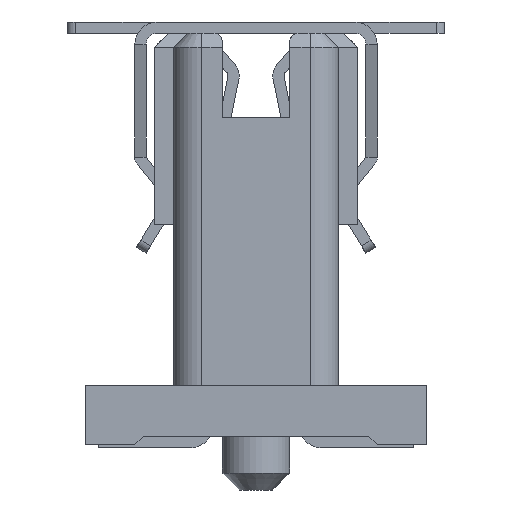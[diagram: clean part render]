
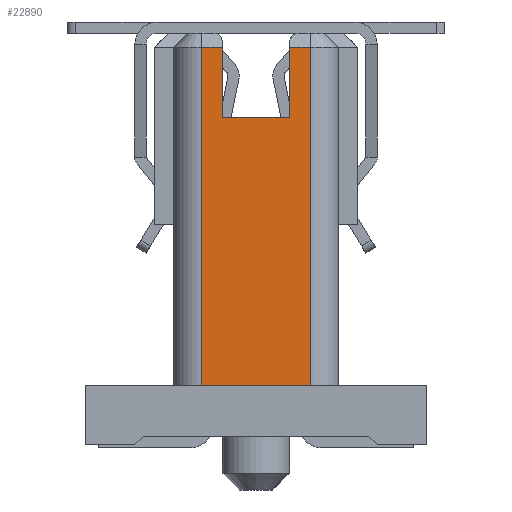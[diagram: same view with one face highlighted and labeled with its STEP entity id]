
A CAD part, left-side view. The second image highlights one B-rep face of the part: STEP entity #22890.
In plain terms, the highlighted planar face has unit normal (-1, 0, 0).
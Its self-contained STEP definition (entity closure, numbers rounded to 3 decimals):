
#2340=ORIENTED_EDGE('',*,*,#8884,.T.);
#2341=ORIENTED_EDGE('',*,*,#8885,.T.);
#2342=ORIENTED_EDGE('',*,*,#8774,.F.);
#2343=ORIENTED_EDGE('',*,*,#8886,.F.);
#2344=ORIENTED_EDGE('',*,*,#8800,.T.);
#2345=ORIENTED_EDGE('',*,*,#8887,.T.);
#2346=ORIENTED_EDGE('',*,*,#8888,.F.);
#2347=ORIENTED_EDGE('',*,*,#8889,.F.);
#8774=EDGE_CURVE('',#11926,#11927,#14261,.T.);
#8800=EDGE_CURVE('',#11949,#11948,#14285,.T.);
#8884=EDGE_CURVE('',#12023,#12024,#14363,.T.);
#8885=EDGE_CURVE('',#12024,#11927,#14364,.T.);
#8886=EDGE_CURVE('',#11949,#11926,#14365,.T.);
#8887=EDGE_CURVE('',#11948,#12025,#14366,.T.);
#8888=EDGE_CURVE('',#12026,#12025,#14367,.T.);
#8889=EDGE_CURVE('',#12023,#12026,#14368,.T.);
#11926=VERTEX_POINT('',#33666);
#11927=VERTEX_POINT('',#33668);
#11948=VERTEX_POINT('',#33721);
#11949=VERTEX_POINT('',#33723);
#12023=VERTEX_POINT('',#33902);
#12024=VERTEX_POINT('',#33903);
#12025=VERTEX_POINT('',#33907);
#12026=VERTEX_POINT('',#33909);
#14261=LINE('',#33667,#17426);
#14285=LINE('',#33722,#17450);
#14363=LINE('',#33901,#17528);
#14364=LINE('',#33904,#17529);
#14365=LINE('',#33905,#17530);
#14366=LINE('',#33906,#17531);
#14367=LINE('',#33908,#17532);
#14368=LINE('',#33910,#17533);
#17426=VECTOR('',#27128,1000.);
#17450=VECTOR('',#27170,1000.);
#17528=VECTOR('',#27302,1000.);
#17529=VECTOR('',#27303,1000.);
#17530=VECTOR('',#27304,1000.);
#17531=VECTOR('',#27305,1000.);
#17532=VECTOR('',#27306,1000.);
#17533=VECTOR('',#27307,1000.);
#19765=EDGE_LOOP('',(#2340,#2341,#2342,#2343,#2344,#2345,#2346,#2347));
#20850=FACE_BOUND('',#19765,.T.);
#21867=PLANE('',#24147);
#22890=ADVANCED_FACE('',(#20850),#21867,.F.);
#24147=AXIS2_PLACEMENT_3D('',#33900,#27300,#27301);
#27128=DIRECTION('',(0.,0.,1.));
#27170=DIRECTION('',(0.,0.,1.));
#27300=DIRECTION('',(1.,0.,0.));
#27301=DIRECTION('',(0.,0.,-1.));
#27302=DIRECTION('',(0.,0.,1.));
#27303=DIRECTION('',(0.,1.,0.));
#27304=DIRECTION('',(0.,-1.,0.));
#27305=DIRECTION('',(0.,1.,0.));
#27306=DIRECTION('',(0.,0.,1.));
#27307=DIRECTION('',(0.,1.,0.));
#33666=CARTESIAN_POINT('',(-17.11,-0.6,5.003));
#33667=CARTESIAN_POINT('',(-17.11,-0.6,5.003));
#33668=CARTESIAN_POINT('',(-17.11,-0.6,6.25));
#33721=CARTESIAN_POINT('',(-17.11,0.6,6.25));
#33722=CARTESIAN_POINT('',(-17.11,0.6,5.003));
#33723=CARTESIAN_POINT('',(-17.11,0.6,5.003));
#33900=CARTESIAN_POINT('',(-17.11,1.8,6.5));
#33901=CARTESIAN_POINT('',(-17.11,-0.96,0.));
#33902=CARTESIAN_POINT('',(-17.11,-0.96,0.254));
#33903=CARTESIAN_POINT('',(-17.11,-0.96,6.25));
#33904=CARTESIAN_POINT('',(-17.11,-0.6,6.25));
#33905=CARTESIAN_POINT('',(-17.11,0.6,5.003));
#33906=CARTESIAN_POINT('',(-17.11,0.96,6.25));
#33907=CARTESIAN_POINT('',(-17.11,0.96,6.25));
#33908=CARTESIAN_POINT('',(-17.11,0.96,0.));
#33909=CARTESIAN_POINT('',(-17.11,0.96,0.254));
#33910=CARTESIAN_POINT('',(-17.11,1.8,0.254));
